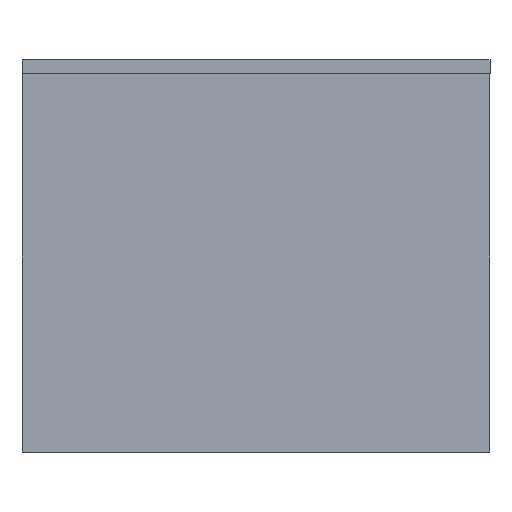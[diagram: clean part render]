
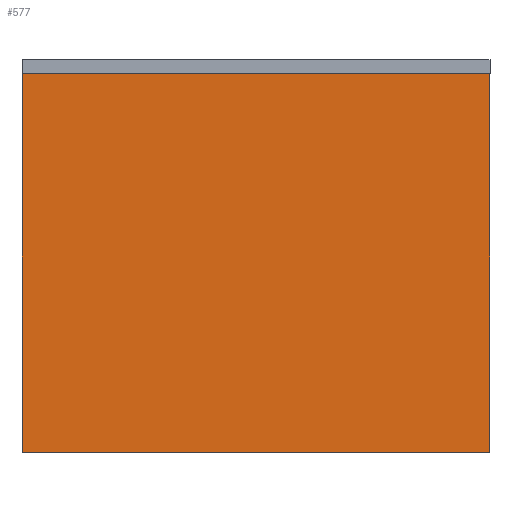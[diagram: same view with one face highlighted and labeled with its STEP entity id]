
A CAD part, front view. The second image highlights one B-rep face of the part: STEP entity #577.
In plain terms, the highlighted face is planar.
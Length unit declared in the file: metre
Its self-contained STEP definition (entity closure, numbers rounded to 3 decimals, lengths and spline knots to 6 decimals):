
#58=ORIENTED_EDGE('',*,*,#196,.T.);
#59=ORIENTED_EDGE('',*,*,#205,.T.);
#60=ORIENTED_EDGE('',*,*,#202,.F.);
#61=ORIENTED_EDGE('',*,*,#199,.F.);
#196=EDGE_CURVE('',#273,#272,#324,.T.);
#199=EDGE_CURVE('',#273,#275,#327,.T.);
#202=EDGE_CURVE('',#275,#277,#330,.T.);
#205=EDGE_CURVE('',#272,#277,#333,.T.);
#272=VERTEX_POINT('',#849);
#273=VERTEX_POINT('',#851);
#275=VERTEX_POINT('',#857);
#277=VERTEX_POINT('',#863);
#324=LINE('',#850,#396);
#327=LINE('',#856,#399);
#330=LINE('',#862,#402);
#333=LINE('',#867,#405);
#396=VECTOR('',#691,1.);
#399=VECTOR('',#696,1.);
#402=VECTOR('',#701,1.);
#405=VECTOR('',#706,1.);
#470=EDGE_LOOP('',(#58,#59,#60,#61));
#508=FACE_BOUND('',#470,.T.);
#546=PLANE('',#647);
#577=ADVANCED_FACE('',(#508),#546,.F.);
#647=AXIS2_PLACEMENT_3D('',#868,#707,#708);
#691=DIRECTION('',(1.,0.,0.));
#696=DIRECTION('',(0.,-1.,0.));
#701=DIRECTION('',(1.,0.,0.));
#706=DIRECTION('',(0.,-1.,0.));
#707=DIRECTION('',(0.,0.,1.));
#708=DIRECTION('',(1.,0.,0.));
#849=CARTESIAN_POINT('',(0.019049,-0.004114,-0.002));
#850=CARTESIAN_POINT('',(0.002349,-0.004114,-0.002));
#851=CARTESIAN_POINT('',(-0.014351,-0.004114,-0.002));
#856=CARTESIAN_POINT('',(-0.014351,-0.017614,-0.002));
#857=CARTESIAN_POINT('',(-0.014351,-0.031114,-0.002));
#862=CARTESIAN_POINT('',(0.002349,-0.031114,-0.002));
#863=CARTESIAN_POINT('',(0.019049,-0.031114,-0.002));
#867=CARTESIAN_POINT('',(0.019049,-0.017614,-0.002));
#868=CARTESIAN_POINT('',(0.002349,-0.017614,-0.002));
